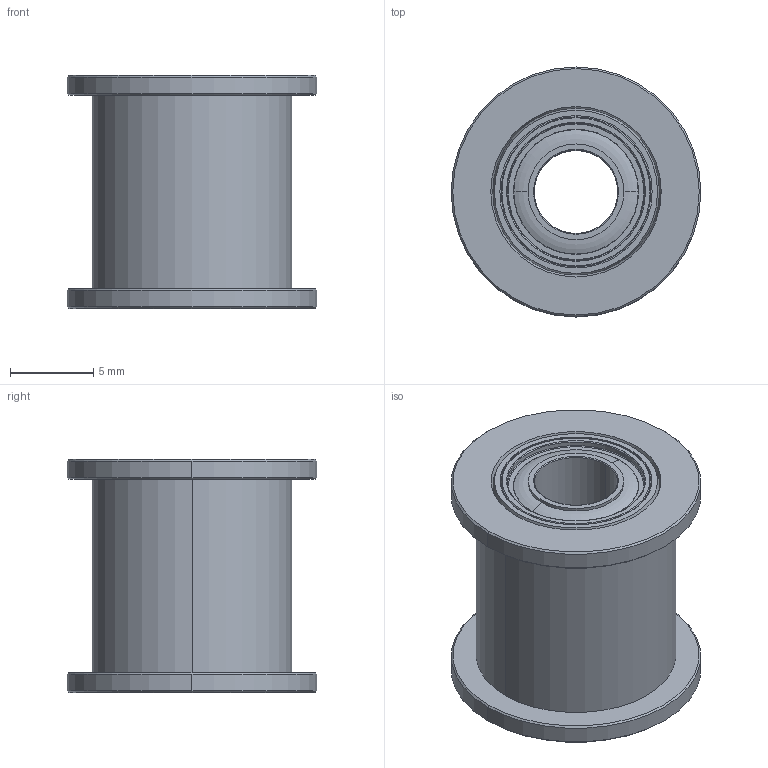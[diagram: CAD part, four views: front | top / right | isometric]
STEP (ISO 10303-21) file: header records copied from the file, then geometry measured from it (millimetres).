
FILE_DESCRIPTION (( 'STEP AP203' ), '1' );
FILE_NAME ('3693N15_High-Strength HTD Timing Belt Idler Pulley.STEP', '2021-08-14T06:02:32', ( '' ), ( '' ), 'SwSTEP 2.0', 'SolidWorks 2017', '' );
FILE_SCHEMA (( 'CONFIG_CONTROL_DESIGN' ));
Length unit declared in the file: millimetre
Products named in the file (1): 3693N15_High-Strength HTD Timing Belt Idler Pulley
Bounding box: 15 x 15 x 14 mm (x, y, z)
Volume: 1441.6 mm3; surface area: 1259.1 mm2
Topology: 1 solids, 1 shells, 78 faces, 156 edges, 92 vertices
Faces by surface type: torus 24, cylinder 24, cone 16, plane 14
Entity records: 2129 total; most frequent: DIRECTION 430, CARTESIAN_POINT 327, ORIENTED_EDGE 312, AXIS2_PLACEMENT_3D 195, EDGE_CURVE 156, CIRCLE 116, EDGE_LOOP 92, VERTEX_POINT 92
